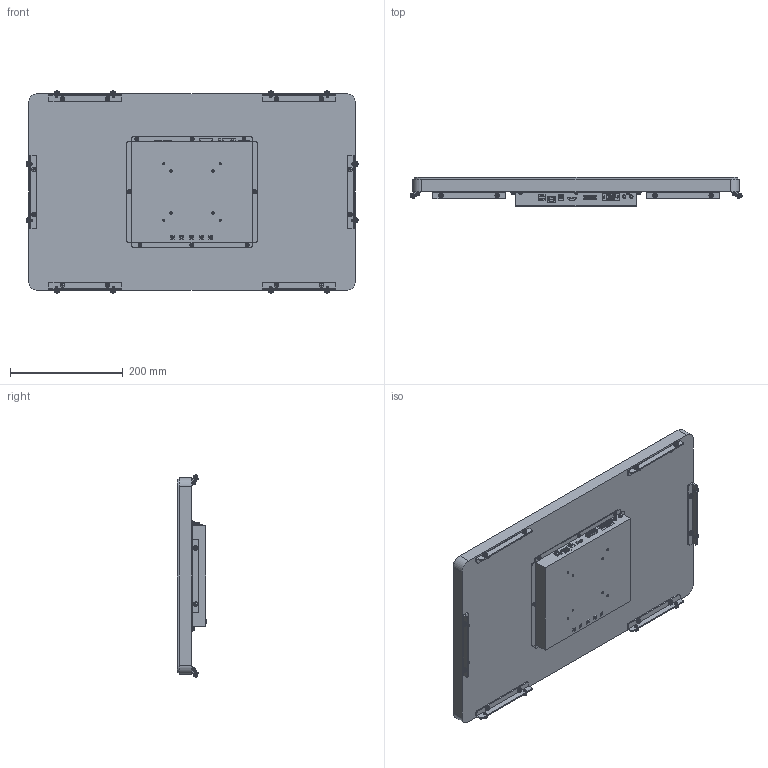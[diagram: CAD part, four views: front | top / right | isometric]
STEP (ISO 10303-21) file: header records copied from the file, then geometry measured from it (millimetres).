
FILE_DESCRIPTION(/* description */ (''),/* implementation_level */ '2;1');
FILE_NAME(/* name */ 'P19108HDMI236_P01.stp',/* time_stamp */ '2024-07-17T17:53:34-03:00',/* author */ ('Reservaa'),/* organization */ (''),/* preprocessor_version */ 'ST-DEVELOPER v20',/* originating_system */ 'Autodesk Inventor 2024',/* authorisation */ '');
FILE_SCHEMA (('AUTOMOTIVE_DESIGN { 1 0 10303 214 3 1 1 }'));
Length unit declared in the file: millimetre
Products named in the file (24): P19108HDMI236_P01; Display P19108HDMI236_P01; tampa_superior; earphone audio in; VGA adaptor; dvi_a-dvi-i; HDMI; 12V DC adaptor; ETHERNET_REDIMENSIONADO; usb_a-usb_b-top-c; botao_a; botao_+; botao_lig_desl; botao_-; botao_M; L_fixacao; parafuso_com_arruela; EN ISO 7045 - M4 x 8 - 4.8 - H; arruela menor; arruelamaior; M3parafuso_com_arruela; EN ISO 7045 - M3 x 6 - 4.8 - H; arruelaM3menor; arruelaM3maior
Assembly tree (58 placements, depth 3):
  P19108HDMI236_P01
    Display P19108HDMI236_P01
    tampa_superior
    earphone audio in
    VGA adaptor
    dvi_a-dvi-i
    HDMI
    12V DC adaptor
    ETHERNET_REDIMENSIONADO
    usb_a-usb_b-top-c
    botao_a
    botao_+
    botao_lig_desl
    botao_-
    botao_M
    parafuso_com_arruela  x24
      EN ISO 7045 - M4 x 8 - 4.8 - H
      arruela menor
      arruelamaior
    L_fixacao  x6
    M3parafuso_com_arruela  x8
      EN ISO 7045 - M3 x 6 - 4.8 - H
      arruelaM3menor
      arruelaM3maior
Bounding box: 590.11 x 51.71 x 359.11 mm (x, y, z)
Volume: 6105440.3 mm3; surface area: 644226 mm2
Topology: 117 solids, 117 shells, 2681 faces, 6551 edges, 4323 vertices
Faces by surface type: plane 1563, cylinder 501, cone 392, torus 160, bspline 33, sphere 32
Full cylindrical faces by diameter (mm): 0.66 x6, 0.85 x15, 1.5 x1, 1.6 x2, 2.156 x2, 2.729 x8, 2.75 x2, 3 x26, 3.3 x8, 3.4 x12, 3.6 x2, 3.621 x24, 4 x92, 4.6 x5, 4.8 x12, 5 x5, 5.2 x8, 5.4 x12, 6 x26, 6.25 x1, 6.5 x2, 6.9 x8, 8 x24, 8.1 x12
Entity records: 43658 total; most frequent: CARTESIAN_POINT 7923, DIRECTION 6920, ORIENTED_EDGE 6888, EDGE_CURVE 3444, LINE 2742, VECTOR 2742, VERTEX_POINT 2273, AXIS2_PLACEMENT_3D 2089
